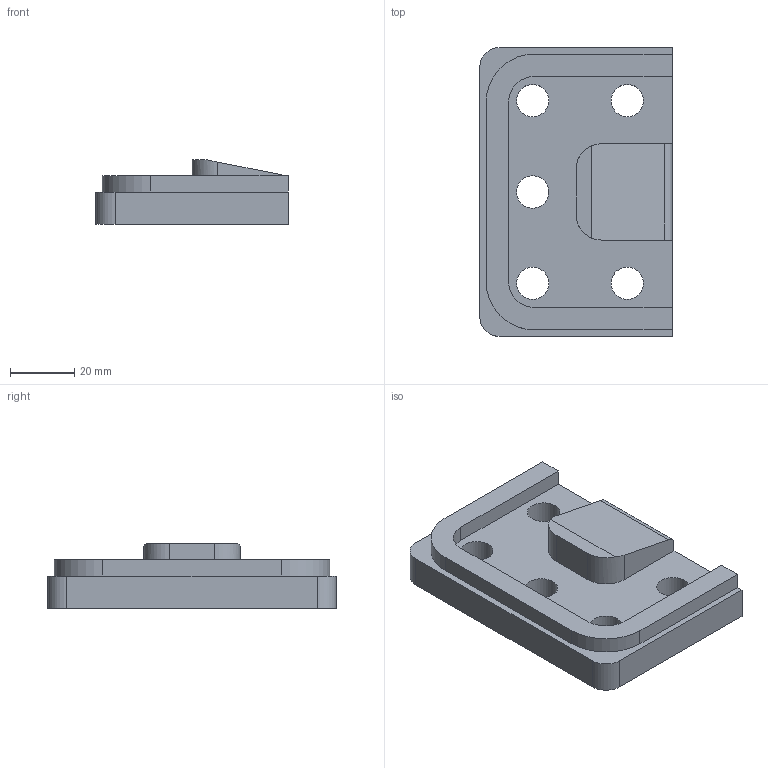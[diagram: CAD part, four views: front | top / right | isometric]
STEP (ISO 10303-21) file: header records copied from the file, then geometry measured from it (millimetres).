
FILE_DESCRIPTION( ( 'Unknown' ), '1' );
FILE_NAME( 'wkladka.stp', 'Unknown', ( 'Unknown' ), ( 'Unknown' ), 'PSStep 14.0', 'Unknown', ' ' );
FILE_SCHEMA( ( 'AUTOMOTIVE_DESIGN { 1 0 10303 214 1 1 1 1 }' ) );
Length unit declared in the file: millimetre
Products named in the file (1): F028_01_01_02_kamien_kurtz
Bounding box: 60 x 90 x 20 mm (x, y, z)
Volume: 62853.3 mm3; surface area: 17200 mm2
Topology: 1 solids, 1 shells, 33 faces, 93 edges, 62 vertices
Faces by surface type: plane 19, cylinder 14
Full cylindrical faces by diameter (mm): 10.106 x5
Entity records: 1352 total; most frequent: DIRECTION 186, CARTESIAN_POINT 184, ORIENTED_EDGE 176, EDGE_CURVE 88, AXIS2_PLACEMENT_3D 64, VERTEX_POINT 62, LINE 58, VECTOR 58
